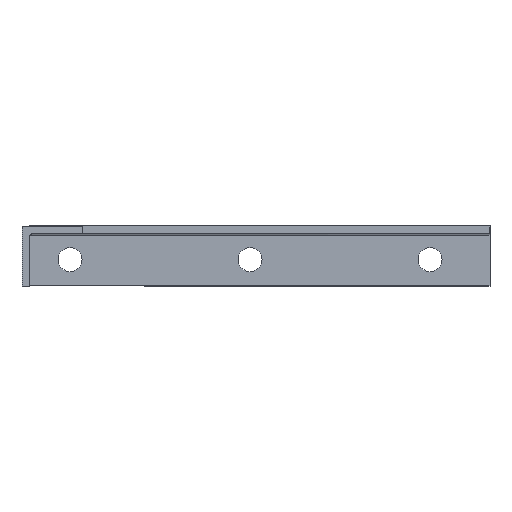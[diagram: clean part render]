
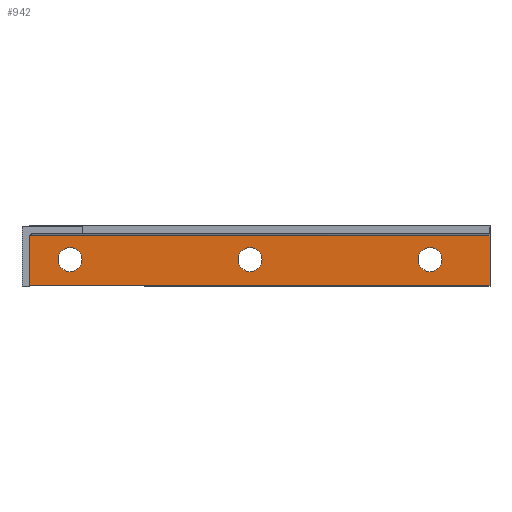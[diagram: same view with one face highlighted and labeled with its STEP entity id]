
A CAD part, left-side view. The second image highlights one B-rep face of the part: STEP entity #942.
In plain terms, the highlighted face is planar.
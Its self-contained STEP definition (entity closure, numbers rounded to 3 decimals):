
#6 = VECTOR ( 'NONE', #1093, 1000. ) ;
#14 = PLANE ( 'NONE',  #678 ) ;
#37 = DIRECTION ( 'NONE',  ( 0., 1., 0. ) ) ;
#45 = CIRCLE ( 'NONE', #574, 5. ) ;
#53 = DIRECTION ( 'NONE',  ( 0., 1., 0. ) ) ;
#57 = AXIS2_PLACEMENT_3D ( 'NONE', #749, #53, #441 ) ;
#70 = CARTESIAN_POINT ( 'NONE',  ( 94.5, 3., -4. ) ) ;
#105 = VECTOR ( 'NONE', #1276, 1000. ) ;
#112 = CARTESIAN_POINT ( 'NONE',  ( -72.5, 3., -19. ) ) ;
#115 = DIRECTION ( 'NONE',  ( 0., 1., 0. ) ) ;
#132 = AXIS2_PLACEMENT_3D ( 'NONE', #1279, #463, #157 ) ;
#157 = DIRECTION ( 'NONE',  ( 0., 0., 1. ) ) ;
#160 = CARTESIAN_POINT ( 'NONE',  ( 94.5, 3., -25. ) ) ;
#180 = CARTESIAN_POINT ( 'NONE',  ( -72.5, 3., -14. ) ) ;
#198 = ORIENTED_EDGE ( 'NONE', *, *, #438, .F. ) ;
#232 = DIRECTION ( 'NONE',  ( 0., 0., 1. ) ) ;
#233 = ORIENTED_EDGE ( 'NONE', *, *, #982, .F. ) ;
#259 = EDGE_LOOP ( 'NONE', ( #410, #972 ) ) ;
#284 = CARTESIAN_POINT ( 'NONE',  ( 77.5, 3., -19. ) ) ;
#295 = CARTESIAN_POINT ( 'NONE',  ( 97.5, 3., -25. ) ) ;
#321 = DIRECTION ( 'NONE',  ( 0., 1., 0. ) ) ;
#328 = EDGE_CURVE ( 'NONE', #485, #958, #1227, .T. ) ;
#338 = CARTESIAN_POINT ( 'NONE',  ( 2.5, 3., -14. ) ) ;
#380 = VERTEX_POINT ( 'NONE', #284 ) ;
#410 = ORIENTED_EDGE ( 'NONE', *, *, #757, .F. ) ;
#417 = CARTESIAN_POINT ( 'NONE',  ( 97.5, 3., 0. ) ) ;
#425 = DIRECTION ( 'NONE',  ( 0., 0., 1. ) ) ;
#438 = EDGE_CURVE ( 'NONE', #887, #907, #45, .T. ) ;
#441 = DIRECTION ( 'NONE',  ( 0., 0., 1. ) ) ;
#463 = DIRECTION ( 'NONE',  ( 0., 1., 0. ) ) ;
#467 = EDGE_LOOP ( 'NONE', ( #233, #510 ) ) ;
#468 = CIRCLE ( 'NONE', #1142, 5. ) ;
#479 = EDGE_LOOP ( 'NONE', ( #638, #1078, #995, #698 ) ) ;
#485 = VERTEX_POINT ( 'NONE', #691 ) ;
#487 = EDGE_CURVE ( 'NONE', #1296, #958, #1007, .T. ) ;
#508 = CIRCLE ( 'NONE', #1096, 5. ) ;
#510 = ORIENTED_EDGE ( 'NONE', *, *, #774, .F. ) ;
#513 = DIRECTION ( 'NONE',  ( 0., 0., 1. ) ) ;
#525 = VERTEX_POINT ( 'NONE', #1111 ) ;
#572 = ORIENTED_EDGE ( 'NONE', *, *, #1171, .F. ) ;
#574 = AXIS2_PLACEMENT_3D ( 'NONE', #180, #1207, #1099 ) ;
#587 = LINE ( 'NONE', #70, #1135 ) ;
#619 = FACE_BOUND ( 'NONE', #467, .T. ) ;
#623 = CARTESIAN_POINT ( 'NONE',  ( -97.5, 3., -25. ) ) ;
#638 = ORIENTED_EDGE ( 'NONE', *, *, #328, .F. ) ;
#642 = AXIS2_PLACEMENT_3D ( 'NONE', #1046, #37, #425 ) ;
#669 = CARTESIAN_POINT ( 'NONE',  ( 94.5, 3., -25.001 ) ) ;
#678 = AXIS2_PLACEMENT_3D ( 'NONE', #417, #1042, #513 ) ;
#691 = CARTESIAN_POINT ( 'NONE',  ( -97.5, 3., -4. ) ) ;
#698 = ORIENTED_EDGE ( 'NONE', *, *, #487, .T. ) ;
#699 = FACE_BOUND ( 'NONE', #760, .T. ) ;
#721 = CARTESIAN_POINT ( 'NONE',  ( -72.5, 3., -9. ) ) ;
#737 = CARTESIAN_POINT ( 'NONE',  ( 2.5, 3., -19. ) ) ;
#749 = CARTESIAN_POINT ( 'NONE',  ( 2.5, 3., -14. ) ) ;
#757 = EDGE_CURVE ( 'NONE', #1178, #380, #1312, .T. ) ;
#760 = EDGE_LOOP ( 'NONE', ( #198, #572 ) ) ;
#767 = DIRECTION ( 'NONE',  ( 1., 0., 0. ) ) ;
#774 = EDGE_CURVE ( 'NONE', #1011, #525, #508, .T. ) ;
#813 = DIRECTION ( 'NONE',  ( 0., 0., 1. ) ) ;
#839 = CIRCLE ( 'NONE', #132, 5. ) ;
#865 = EDGE_CURVE ( 'NONE', #380, #1178, #468, .T. ) ;
#887 = VERTEX_POINT ( 'NONE', #721 ) ;
#907 = VERTEX_POINT ( 'NONE', #112 ) ;
#925 = CIRCLE ( 'NONE', #57, 5. ) ;
#938 = VERTEX_POINT ( 'NONE', #1031 ) ;
#942 = ADVANCED_FACE ( 'NONE', ( #699, #619, #1054, #955 ), #14, .T. ) ;
#955 = FACE_OUTER_BOUND ( 'NONE', #479, .T. ) ;
#958 = VERTEX_POINT ( 'NONE', #623 ) ;
#972 = ORIENTED_EDGE ( 'NONE', *, *, #865, .F. ) ;
#974 = VECTOR ( 'NONE', #1176, 1000. ) ;
#982 = EDGE_CURVE ( 'NONE', #525, #1011, #925, .T. ) ;
#983 = CARTESIAN_POINT ( 'NONE',  ( -97.5, 3., 0. ) ) ;
#995 = ORIENTED_EDGE ( 'NONE', *, *, #1271, .T. ) ;
#1007 = LINE ( 'NONE', #295, #6 ) ;
#1011 = VERTEX_POINT ( 'NONE', #737 ) ;
#1031 = CARTESIAN_POINT ( 'NONE',  ( 94.5, 3., -4. ) ) ;
#1034 = CARTESIAN_POINT ( 'NONE',  ( 77.5, 3., -14. ) ) ;
#1042 = DIRECTION ( 'NONE',  ( 0., 1., 0. ) ) ;
#1046 = CARTESIAN_POINT ( 'NONE',  ( 77.5, 3., -14. ) ) ;
#1054 = FACE_BOUND ( 'NONE', #259, .T. ) ;
#1076 = LINE ( 'NONE', #669, #105 ) ;
#1078 = ORIENTED_EDGE ( 'NONE', *, *, #1287, .T. ) ;
#1093 = DIRECTION ( 'NONE',  ( -1., 0., 0. ) ) ;
#1096 = AXIS2_PLACEMENT_3D ( 'NONE', #338, #321, #232 ) ;
#1099 = DIRECTION ( 'NONE',  ( 0., 0., 1. ) ) ;
#1111 = CARTESIAN_POINT ( 'NONE',  ( 2.5, 3., -9. ) ) ;
#1135 = VECTOR ( 'NONE', #767, 1000. ) ;
#1142 = AXIS2_PLACEMENT_3D ( 'NONE', #1034, #115, #813 ) ;
#1171 = EDGE_CURVE ( 'NONE', #907, #887, #839, .T. ) ;
#1176 = DIRECTION ( 'NONE',  ( 0., 0., -1. ) ) ;
#1178 = VERTEX_POINT ( 'NONE', #1289 ) ;
#1207 = DIRECTION ( 'NONE',  ( 0., 1., 0. ) ) ;
#1227 = LINE ( 'NONE', #983, #974 ) ;
#1271 = EDGE_CURVE ( 'NONE', #938, #1296, #1076, .T. ) ;
#1276 = DIRECTION ( 'NONE',  ( 0., 0., -1. ) ) ;
#1279 = CARTESIAN_POINT ( 'NONE',  ( -72.5, 3., -14. ) ) ;
#1287 = EDGE_CURVE ( 'NONE', #485, #938, #587, .T. ) ;
#1289 = CARTESIAN_POINT ( 'NONE',  ( 77.5, 3., -9. ) ) ;
#1296 = VERTEX_POINT ( 'NONE', #160 ) ;
#1312 = CIRCLE ( 'NONE', #642, 5. ) ;
